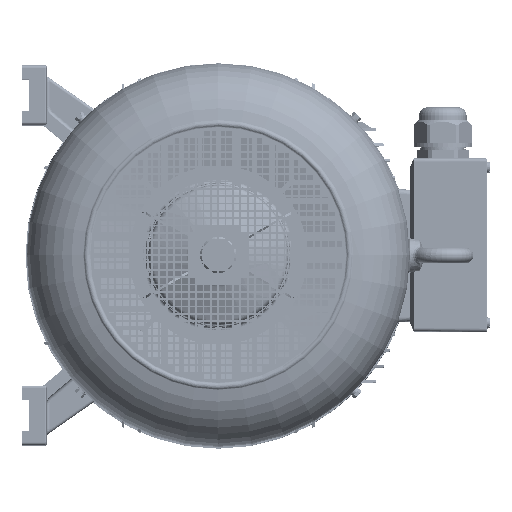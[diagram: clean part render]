
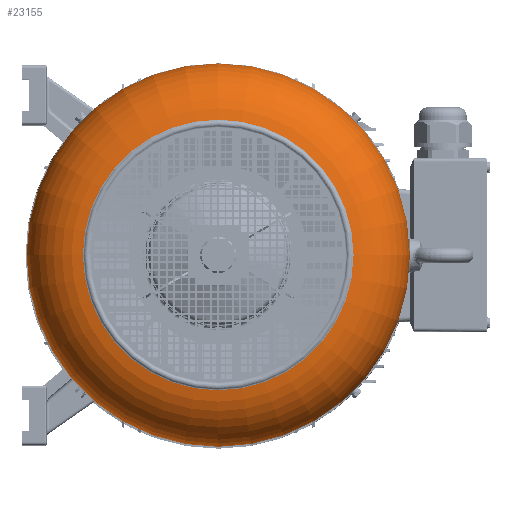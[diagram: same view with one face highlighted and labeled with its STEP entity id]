
A CAD part, top view. The second image highlights one B-rep face of the part: STEP entity #23155.
In plain terms, the highlighted toroidal (fillet/blend) face has major radius 181.5 mm and minor radius 92 mm.
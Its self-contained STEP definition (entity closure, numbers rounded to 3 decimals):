
#4438=TOROIDAL_SURFACE('',#143538,181.5,92.);
#21280=FACE_BOUND('',#39344,.T.);
#21281=FACE_BOUND('',#39345,.T.);
#23155=ADVANCED_FACE('',(#21280,#21281),#4438,.T.);
#39344=EDGE_LOOP('',(#84246));
#39345=EDGE_LOOP('',(#84247));
#84246=ORIENTED_EDGE('',*,*,#129890,.F.);
#84247=ORIENTED_EDGE('',*,*,#129877,.T.);
#116712=VERTEX_POINT('',#209637);
#116725=VERTEX_POINT('',#209718);
#129877=EDGE_CURVE('',#116712,#116712,#139312,.T.);
#129890=EDGE_CURVE('',#116725,#116725,#139319,.T.);
#139312=CIRCLE('',#143529,273.5);
#139319=CIRCLE('',#143537,193.092);
#143529=AXIS2_PLACEMENT_3D('',#209636,#163295,#163296);
#143537=AXIS2_PLACEMENT_3D('',#209717,#163311,#163312);
#143538=AXIS2_PLACEMENT_3D('',#209719,#163313,#163314);
#163295=DIRECTION('',(0.,0.,1.));
#163296=DIRECTION('',(1.,0.,0.));
#163311=DIRECTION('',(0.,0.,1.));
#163312=DIRECTION('',(1.,0.,0.));
#163313=DIRECTION('',(0.,0.,1.));
#163314=DIRECTION('',(1.,0.,0.));
#209636=CARTESIAN_POINT('',(204.672,302.904,799.624));
#209637=CARTESIAN_POINT('',(478.172,302.904,799.624));
#209717=CARTESIAN_POINT('',(204.672,302.904,890.891));
#209718=CARTESIAN_POINT('',(397.764,302.904,890.891));
#209719=CARTESIAN_POINT('',(204.672,302.904,799.624));
